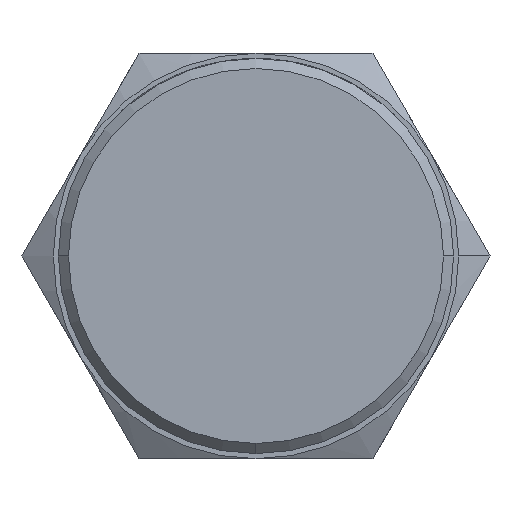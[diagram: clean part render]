
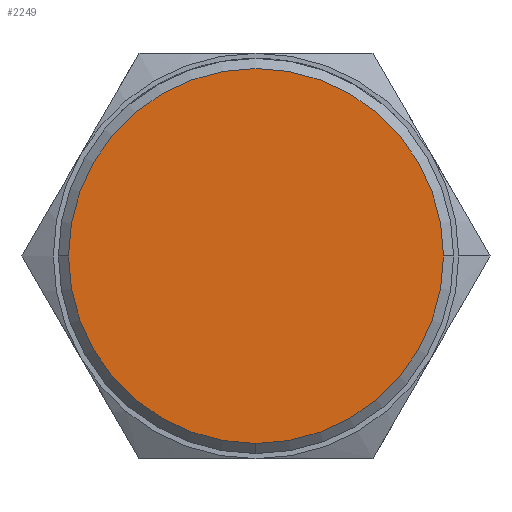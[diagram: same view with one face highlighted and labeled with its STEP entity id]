
A CAD part, left-side view. The second image highlights one B-rep face of the part: STEP entity #2249.
In plain terms, the highlighted planar face has unit normal (-1, 0, 0).
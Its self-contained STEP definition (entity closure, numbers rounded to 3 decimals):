
#188 = EDGE_CURVE ( 'NONE', #3196, #3307, #581, .T. ) ;
#275 = CARTESIAN_POINT ( 'NONE',  ( 0., 0., 0. ) ) ;
#359 = CARTESIAN_POINT ( 'NONE',  ( 0., 0., 0. ) ) ;
#468 = ORIENTED_EDGE ( 'NONE', *, *, #188, .T. ) ;
#485 = AXIS2_PLACEMENT_3D ( 'NONE', #884, #1263, #6070 ) ;
#581 = CIRCLE ( 'NONE', #485, 3.7 ) ;
#592 = CARTESIAN_POINT ( 'NONE',  ( 0., 3.7, 0. ) ) ;
#637 = ORIENTED_EDGE ( 'NONE', *, *, #5525, .T. ) ;
#762 = DIRECTION ( 'NONE',  ( 0., -1., 0. ) ) ;
#884 = CARTESIAN_POINT ( 'NONE',  ( 0., 0., 0. ) ) ;
#891 = DIRECTION ( 'NONE',  ( -1., 0., 0. ) ) ;
#1263 = DIRECTION ( 'NONE',  ( -1., 0., 0. ) ) ;
#1691 = CIRCLE ( 'NONE', #2414, 3.7 ) ;
#1732 = DIRECTION ( 'NONE',  ( 0., 1., 0. ) ) ;
#1746 = FACE_OUTER_BOUND ( 'NONE', #5627, .T. ) ;
#1747 = CARTESIAN_POINT ( 'NONE',  ( 0., -3.7, 0. ) ) ;
#1826 = AXIS2_PLACEMENT_3D ( 'NONE', #359, #891, #762 ) ;
#1841 = DIRECTION ( 'NONE',  ( -1., 0., 0. ) ) ;
#2121 = DIRECTION ( 'NONE',  ( -1., 0., 0. ) ) ;
#2249 = ADVANCED_FACE ( 'NONE', ( #1746 ), #3746, .T. ) ;
#2414 = AXIS2_PLACEMENT_3D ( 'NONE', #275, #2121, #1732 ) ;
#2779 = CARTESIAN_POINT ( 'NONE',  ( 0., 0., 0. ) ) ;
#3196 = VERTEX_POINT ( 'NONE', #592 ) ;
#3274 = EDGE_CURVE ( 'NONE', #3307, #3904, #1691, .T. ) ;
#3307 = VERTEX_POINT ( 'NONE', #5460 ) ;
#3410 = AXIS2_PLACEMENT_3D ( 'NONE', #2779, #1841, #4645 ) ;
#3746 = PLANE ( 'NONE',  #3410 ) ;
#3895 = ORIENTED_EDGE ( 'NONE', *, *, #3274, .T. ) ;
#3904 = VERTEX_POINT ( 'NONE', #1747 ) ;
#4645 = DIRECTION ( 'NONE',  ( 0., 0., 1. ) ) ;
#4809 = CIRCLE ( 'NONE', #1826, 3.7 ) ;
#5460 = CARTESIAN_POINT ( 'NONE',  ( 0., 0., -3.7 ) ) ;
#5525 = EDGE_CURVE ( 'NONE', #3904, #3196, #4809, .T. ) ;
#5627 = EDGE_LOOP ( 'NONE', ( #637, #468, #3895 ) ) ;
#6070 = DIRECTION ( 'NONE',  ( 0., 1., 0. ) ) ;
